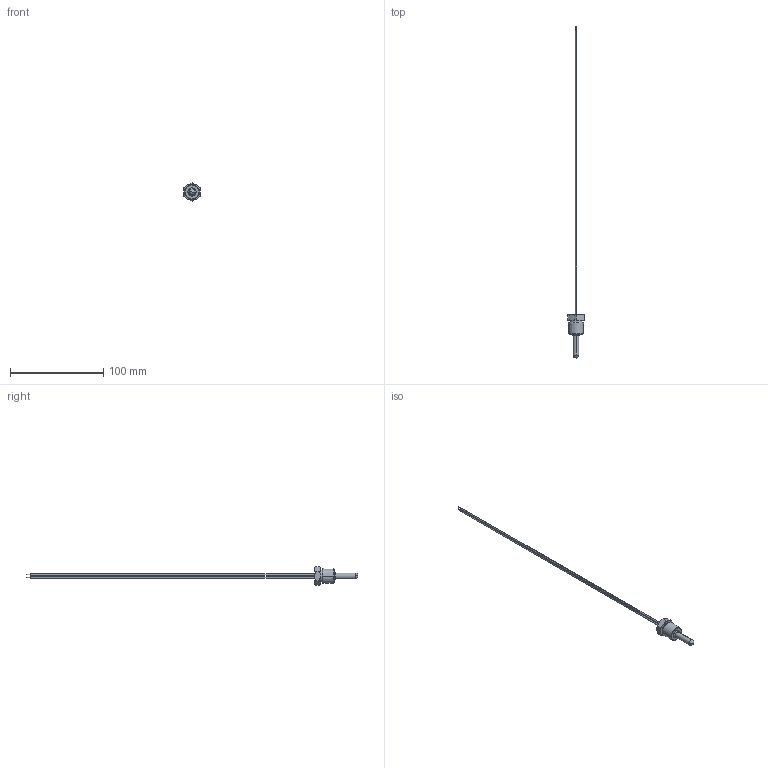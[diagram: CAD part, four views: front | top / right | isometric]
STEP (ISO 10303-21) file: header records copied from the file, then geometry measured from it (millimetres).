
FILE_DESCRIPTION (( 'STEP AP214' ), '1' );
FILE_NAME ('3c0231212a.STEP', '2018-02-12T19:21:31', ( '' ), ( '' ), 'SwSTEP 2.0', 'SolidWorks 2015', '' );
FILE_SCHEMA (( 'AUTOMOTIVE_DESIGN' ));
Length unit declared in the file: inch
Products named in the file (1): 3c0231212a
Bounding box: 17.48 x 355.79 x 20.18 mm (x, y, z)
Surface area: 5754.9 mm2 (no closed solid volume)
Topology: 0 solids, 5 shells, 45 faces, 102 edges, 65 vertices
Faces by surface type: cone 16, plane 15, cylinder 12, sphere 2
Entity records: 1958 total; most frequent: CARTESIAN_POINT 343, DIRECTION 224, ORIENTED_EDGE 188, EDGE_CURVE 100, AXIS2_PLACEMENT_3D 98, VERTEX_POINT 65, CIRCLE 52, EDGE_LOOP 51
